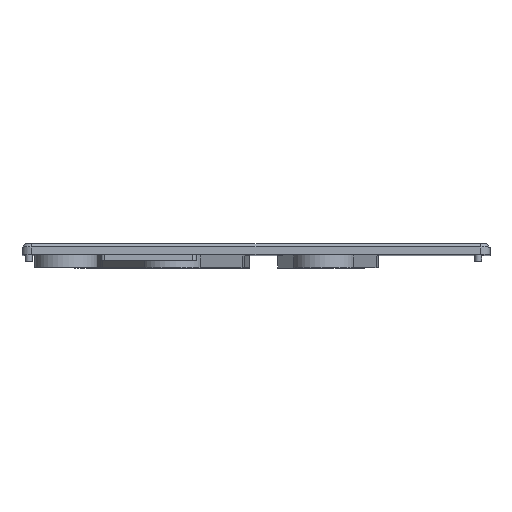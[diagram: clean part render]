
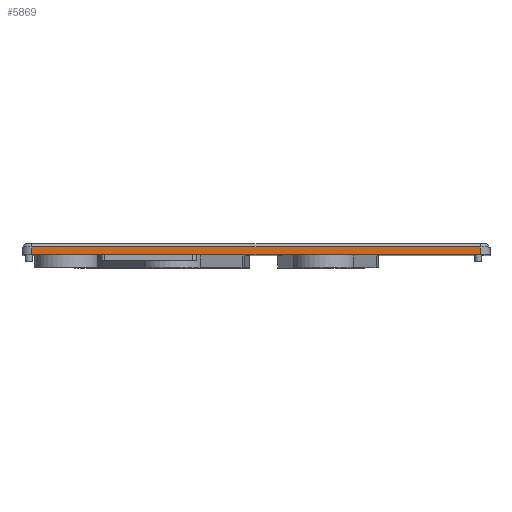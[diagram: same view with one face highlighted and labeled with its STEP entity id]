
A CAD part, top view. The second image highlights one B-rep face of the part: STEP entity #5869.
In plain terms, the highlighted planar face has unit normal (0, 0, 1).
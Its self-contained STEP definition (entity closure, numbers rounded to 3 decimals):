
#149=PLANE('',#6346);
#366=FACE_OUTER_BOUND('',#727,.T.);
#727=EDGE_LOOP('',(#4263,#4264,#4265,#4266));
#1135=LINE('',#9159,#1655);
#1150=LINE('',#9199,#1670);
#1151=LINE('',#9203,#1671);
#1152=LINE('',#9204,#1672);
#1655=VECTOR('',#7305,10.);
#1670=VECTOR('',#7350,10.);
#1671=VECTOR('',#7355,10.);
#1672=VECTOR('',#7356,10.);
#2562=VERTEX_POINT('',#9156);
#2563=VERTEX_POINT('',#9158);
#2573=VERTEX_POINT('',#9198);
#2574=VERTEX_POINT('',#9202);
#3204=EDGE_CURVE('',#2562,#2563,#1135,.T.);
#3224=EDGE_CURVE('',#2563,#2573,#1150,.T.);
#3226=EDGE_CURVE('',#2562,#2574,#1151,.T.);
#3227=EDGE_CURVE('',#2573,#2574,#1152,.T.);
#4263=ORIENTED_EDGE('',*,*,#3204,.F.);
#4264=ORIENTED_EDGE('',*,*,#3226,.T.);
#4265=ORIENTED_EDGE('',*,*,#3227,.F.);
#4266=ORIENTED_EDGE('',*,*,#3224,.F.);
#5869=ADVANCED_FACE('',(#366),#149,.T.);
#6346=AXIS2_PLACEMENT_3D('',#9201,#7353,#7354);
#7305=DIRECTION('',(1.,0.,0.));
#7350=DIRECTION('',(0.,-1.,0.));
#7353=DIRECTION('center_axis',(0.,0.,1.));
#7354=DIRECTION('ref_axis',(-1.,0.,0.));
#7355=DIRECTION('',(0.,-1.,0.));
#7356=DIRECTION('',(-1.,0.,0.));
#9156=CARTESIAN_POINT('',(-94.,-1.9,158.));
#9158=CARTESIAN_POINT('',(94.,-1.9,158.));
#9159=CARTESIAN_POINT('',(47.,-1.9,158.));
#9198=CARTESIAN_POINT('',(94.,-5.,158.));
#9199=CARTESIAN_POINT('',(94.,0.,158.));
#9201=CARTESIAN_POINT('Origin',(94.,0.,158.));
#9202=CARTESIAN_POINT('',(-94.,-5.,158.));
#9203=CARTESIAN_POINT('',(-94.,0.,158.));
#9204=CARTESIAN_POINT('',(-94.,-5.,158.));
